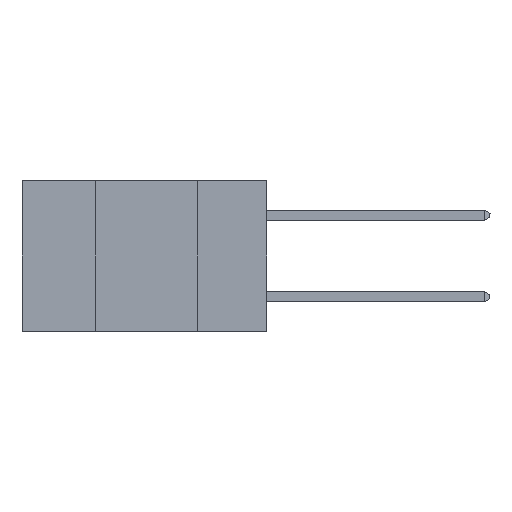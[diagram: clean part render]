
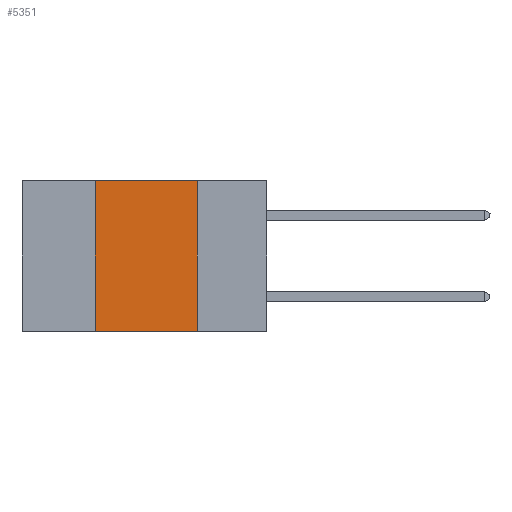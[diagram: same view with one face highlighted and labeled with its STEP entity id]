
A CAD part, left-side view. The second image highlights one B-rep face of the part: STEP entity #5351.
In plain terms, the highlighted planar face has unit normal (-1, 0, 0).
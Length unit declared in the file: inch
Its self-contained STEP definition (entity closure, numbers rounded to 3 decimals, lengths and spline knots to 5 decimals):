
#903 = DIRECTION ( 'NONE',  ( 0., -1., 0. ) ) ;
#1634 = ORIENTED_EDGE ( 'NONE', *, *, #10213, .T. ) ;
#2219 = VECTOR ( 'NONE', #11424, 39.37008 ) ;
#2325 = VECTOR ( 'NONE', #903, 39.37008 ) ;
#4394 = ORIENTED_EDGE ( 'NONE', *, *, #23675, .F. ) ;
#4730 = VERTEX_POINT ( 'NONE', #9396 ) ;
#5351 = ADVANCED_FACE ( 'NONE', ( #14672 ), #9907, .F. ) ;
#5508 = DIRECTION ( 'NONE',  ( 1., 0., 0. ) ) ;
#6466 = VERTEX_POINT ( 'NONE', #18583 ) ;
#7851 = AXIS2_PLACEMENT_3D ( 'NONE', #26610, #5508, #20954 ) ;
#8439 = ORIENTED_EDGE ( 'NONE', *, *, #10747, .F. ) ;
#9089 = VECTOR ( 'NONE', #16873, 39.37008 ) ;
#9376 = LINE ( 'NONE', #22109, #2219 ) ;
#9396 = CARTESIAN_POINT ( 'NONE',  ( 0., 0.42, -0.37 ) ) ;
#9907 = PLANE ( 'NONE',  #7851 ) ;
#10213 = EDGE_CURVE ( 'NONE', #4730, #16546, #10587, .T. ) ;
#10587 = LINE ( 'NONE', #25648, #9089 ) ;
#10747 = EDGE_CURVE ( 'NONE', #4730, #14190, #9376, .T. ) ;
#11424 = DIRECTION ( 'NONE',  ( 0., 0., 1. ) ) ;
#11955 = CARTESIAN_POINT ( 'NONE',  ( 0., 0.6, 0. ) ) ;
#13122 = ORIENTED_EDGE ( 'NONE', *, *, #15197, .F. ) ;
#14190 = VERTEX_POINT ( 'NONE', #23160 ) ;
#14672 = FACE_OUTER_BOUND ( 'NONE', #25405, .T. ) ;
#15197 = EDGE_CURVE ( 'NONE', #14190, #6466, #17457, .T. ) ;
#15305 = VECTOR ( 'NONE', #16802, 39.37008 ) ;
#16546 = VERTEX_POINT ( 'NONE', #18001 ) ;
#16802 = DIRECTION ( 'NONE',  ( 0., 0., -1. ) ) ;
#16873 = DIRECTION ( 'NONE',  ( 0., -1., 0. ) ) ;
#17457 = LINE ( 'NONE', #11955, #2325 ) ;
#18001 = CARTESIAN_POINT ( 'NONE',  ( 0., 0.17, -0.37 ) ) ;
#18583 = CARTESIAN_POINT ( 'NONE',  ( 0., 0.17, 0. ) ) ;
#20954 = DIRECTION ( 'NONE',  ( 0., 0., -1. ) ) ;
#22109 = CARTESIAN_POINT ( 'NONE',  ( 0., 0.42, 0. ) ) ;
#23160 = CARTESIAN_POINT ( 'NONE',  ( 0., 0.42, 0. ) ) ;
#23240 = LINE ( 'NONE', #24898, #15305 ) ;
#23675 = EDGE_CURVE ( 'NONE', #6466, #16546, #23240, .T. ) ;
#24898 = CARTESIAN_POINT ( 'NONE',  ( 0., 0.17, 0. ) ) ;
#25405 = EDGE_LOOP ( 'NONE', ( #4394, #13122, #8439, #1634 ) ) ;
#25648 = CARTESIAN_POINT ( 'NONE',  ( 0., 0.6, -0.37 ) ) ;
#26610 = CARTESIAN_POINT ( 'NONE',  ( 0., 0.6, 0. ) ) ;
